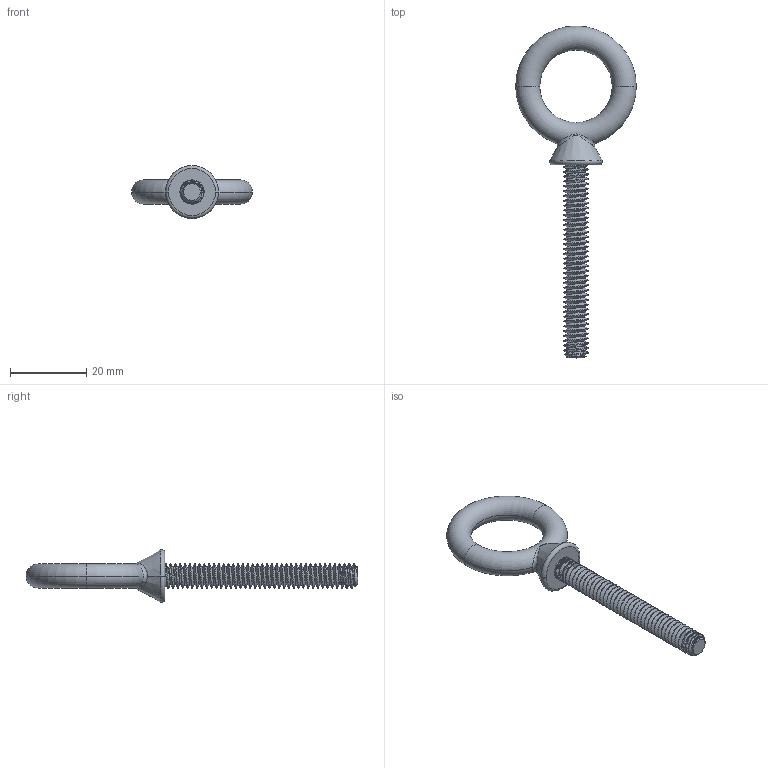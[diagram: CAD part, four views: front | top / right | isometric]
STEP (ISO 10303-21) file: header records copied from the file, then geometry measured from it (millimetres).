
FILE_DESCRIPTION (( 'STEP AP203' ), '1' );
FILE_NAME ('3014T901_Steel Eyebolt with Shoulder - for Lifting_3014T901_sldprt.STEP', '2023-07-18T01:00:53', ( '' ), ( '' ), 'SwSTEP 2.0', 'SolidWorks 2022', '' );
FILE_SCHEMA (( 'CONFIG_CONTROL_DESIGN' ));
Length unit declared in the file: inch
Products named in the file (1): 3014T901_Steel Eyebolt with Shoulder - for Lifting_3014T901_sldprt
Bounding box: 31.75 x 87.31 x 13.89 mm (x, y, z)
Volume: 4376.8 mm3; surface area: 3441.9 mm2
Topology: 1 solids, 1 shells, 101 faces, 290 edges, 190 vertices
Faces by surface type: cylinder 80, cone 8, torus 6, bspline 5, plane 2
Entity records: 9876 total; most frequent: CARTESIAN_POINT 7668, ORIENTED_EDGE 580, DIRECTION 328, EDGE_CURVE 290, VERTEX_POINT 190, AXIS2_PLACEMENT_3D 121, EDGE_LOOP 102, FACE_OUTER_BOUND 101
